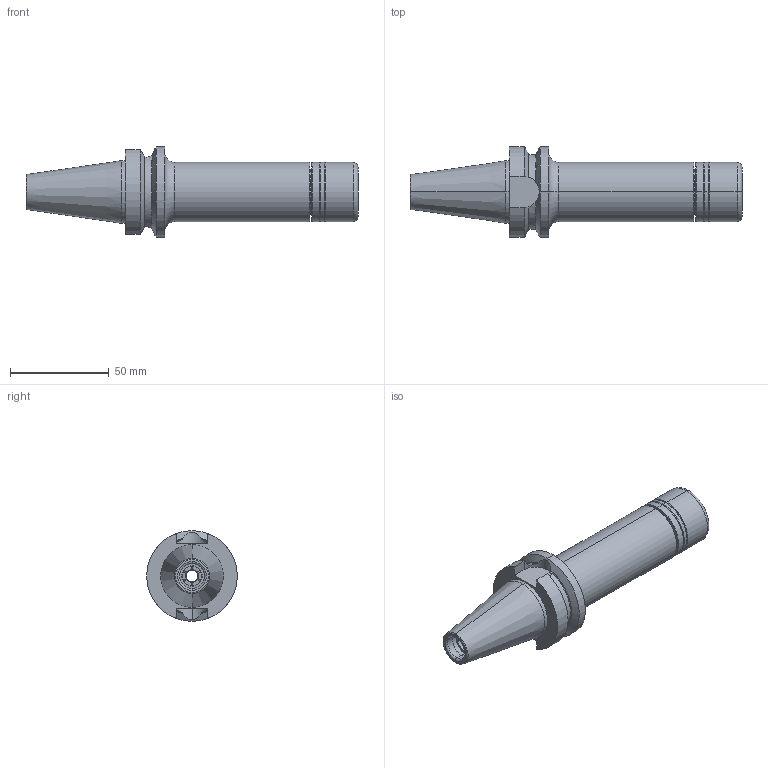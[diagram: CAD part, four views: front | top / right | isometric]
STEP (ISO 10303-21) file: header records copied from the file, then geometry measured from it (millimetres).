
FILE_DESCRIPTION (( 'STEP AP214' ), '1' );
FILE_NAME ('DPC16-BT30-A=120_62423301205.step', '2020-08-04T06:01:32', ( '' ), ( '' ), 'SwSTEP 2.0', 'SolidWorks 2020', '' );
FILE_SCHEMA (( 'AUTOMOTIVE_DESIGN' ));
Length unit declared in the file: millimetre
Products named in the file (4): 13001_B=6; 44363951200; DPC16-BT30-A=120_62423301205; DPC16_6380300
Assembly tree (3 placements, depth 2):
  DPC16-BT30-A=120_62423301205
    13001_B=6
    44363951200
    DPC16_6380300
Bounding box: 168.4 x 46 x 46 mm (x, y, z)
Volume: 108628.7 mm3; surface area: 31945.8 mm2
Topology: 3 solids, 3 shells, 325 faces, 854 edges, 540 vertices
Faces by surface type: cone 105, plane 81, cylinder 73, torus 60, bspline 6
Entity records: 11346 total; most frequent: CARTESIAN_POINT 3047, ORIENTED_EDGE 1708, DIRECTION 1630, EDGE_CURVE 854, AXIS2_PLACEMENT_3D 681, VERTEX_POINT 540, CIRCLE 356, EDGE_LOOP 336
